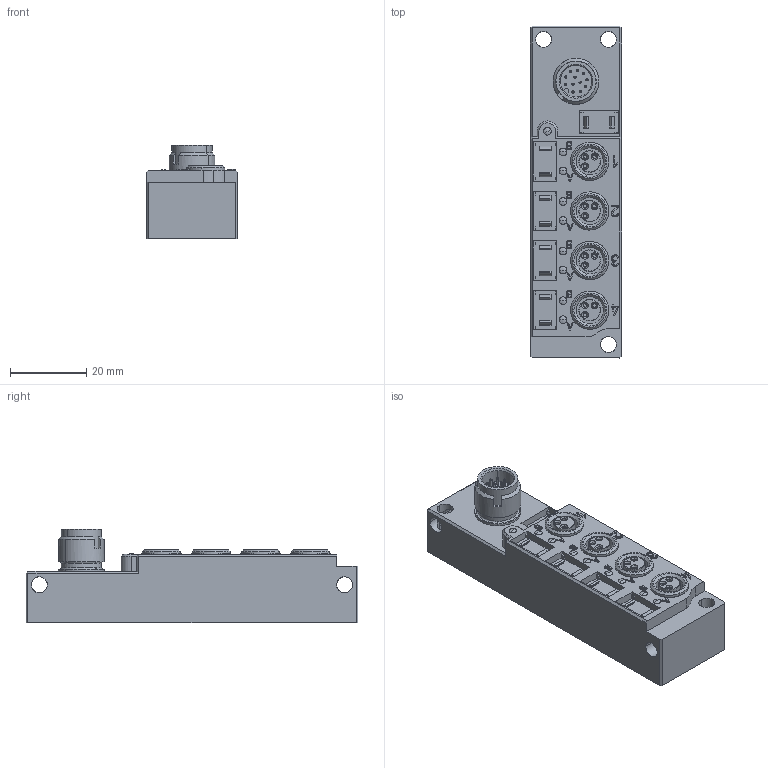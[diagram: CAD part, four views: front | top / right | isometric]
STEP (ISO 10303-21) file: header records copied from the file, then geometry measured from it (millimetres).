
FILE_DESCRIPTION(('CATIA V5 STEP Exchange','CAx-IF Rec.Pracs.--- Model Styling and Organization---1.4--- 2014-01-23'),'2;1');
FILE_NAME ('013573-2_3_1449400000_1449400000.stp','2023-02-24T06:32:27+00:00',('none'),('Weidmueller'),'CATIA Version 5-6 Release 2016 SP3 HF44','CATIA V5 STEP AP214','none');
FILE_SCHEMA(('AUTOMOTIVE_DESIGN { 1 0 10303 214 1 1 1 1 }'));
Length unit declared in the file: millimetre
Products named in the file (1): 1449400000
Bounding box: 24 x 87 x 24.6 mm (x, y, z)
Volume: 33533.1 mm3; surface area: 13870.9 mm2
Topology: 50 solids, 77 shells, 1302 faces, 3133 edges, 2062 vertices
Faces by surface type: plane 574, cylinder 361, bspline 181, cone 111, torus 53, sphere 22
Entity records: 41188 total; most frequent: CARTESIAN_POINT 13878, ORIENTED_EDGE 6266, DIRECTION 4107, EDGE_CURVE 3133, VERTEX_POINT 2062, AXIS2_PLACEMENT_3D 1643, EDGE_LOOP 1461, VECTOR 1457
